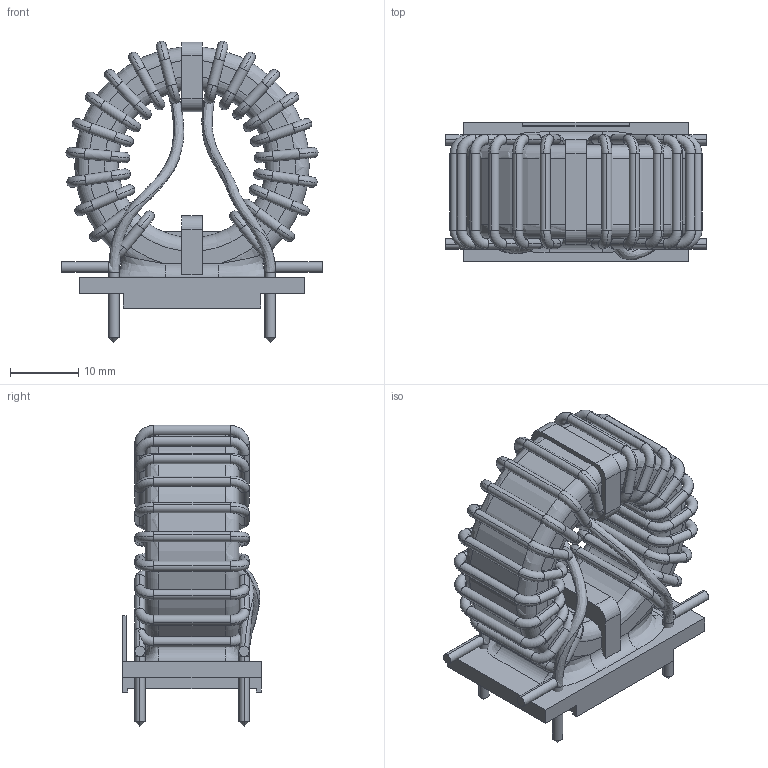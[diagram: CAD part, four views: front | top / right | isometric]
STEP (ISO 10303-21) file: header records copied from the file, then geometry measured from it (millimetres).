
FILE_DESCRIPTION (( 'STEP AP214' ), '1' );
FILE_NAME ('8115_RC.STEP', '2013-04-11T06:35:20', ( '' ), ( '' ), 'SwSTEP 2.0', 'SolidWorks 2013', '' );
FILE_SCHEMA (( 'AUTOMOTIVE_DESIGN' ));
Length unit declared in the file: millimetre
Products named in the file (1): 8115_RC
Bounding box: 38.1 x 20.32 x 44.09 mm (x, y, z)
Volume: 12040.7 mm3; surface area: 9797.5 mm2
Topology: 25 solids, 25 shells, 511 faces, 1450 edges, 948 vertices
Faces by surface type: cylinder 190, torus 172, plane 90, bspline 51, cone 8
Entity records: 23892 total; most frequent: CARTESIAN_POINT 7152, DIRECTION 3110, ORIENTED_EDGE 2868, EDGE_CURVE 1434, AXIS2_PLACEMENT_3D 1341, VERTEX_POINT 948, CIRCLE 880, EDGE_LOOP 528
